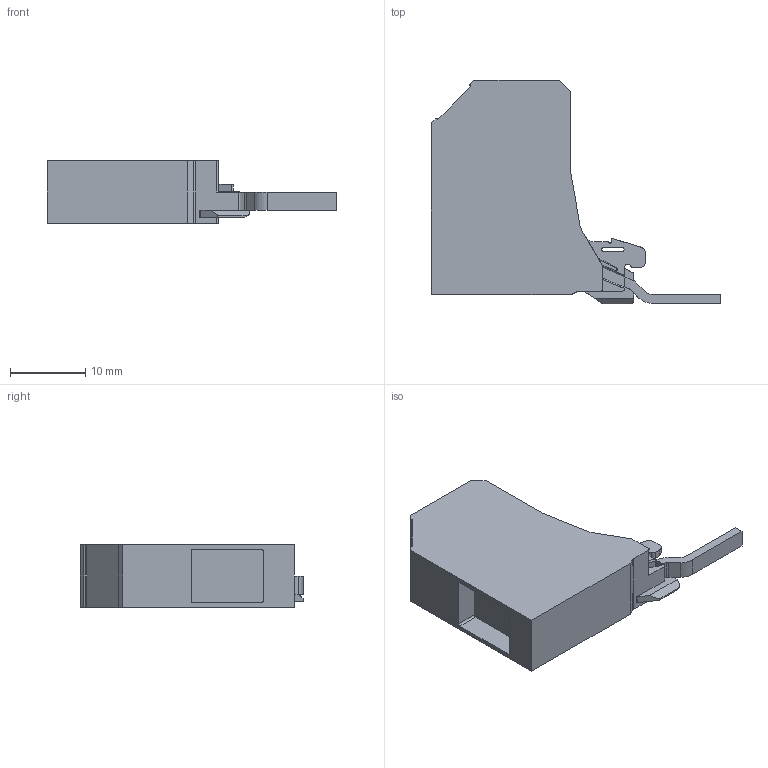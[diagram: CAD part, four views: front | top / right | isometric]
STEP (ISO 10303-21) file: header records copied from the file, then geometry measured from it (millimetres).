
FILE_DESCRIPTION((''),'2;1');
FILE_NAME('SMAG_10060_STEP','2012-03-06T',('Stollb'),(''),'PRO/ENGINEER BY PARAMETRIC TECHNOLOGY CORPORATION, 2007390','PRO/ENGINEER BY PARAMETRIC TECHNOLOGY CORPORATION, 2007390','');
FILE_SCHEMA(('CONFIG_CONTROL_DESIGN'));
Length unit declared in the file: millimetre
Products named in the file (1): SMAG_10060_STEP
Bounding box: 38.5 x 29.8 x 8.3 mm (x, y, z)
Volume: 4349.6 mm3; surface area: 2231.5 mm2
Topology: 1 solids, 1 shells, 112 faces, 318 edges, 208 vertices
Faces by surface type: plane 69, cylinder 36, cone 3, torus 2, sphere 2
Entity records: 3699 total; most frequent: CARTESIAN_POINT 696, ORIENTED_EDGE 632, DIRECTION 610, EDGE_CURVE 316, VECTOR 228, LINE 228, VERTEX_POINT 208, AXIS2_PLACEMENT_3D 191
